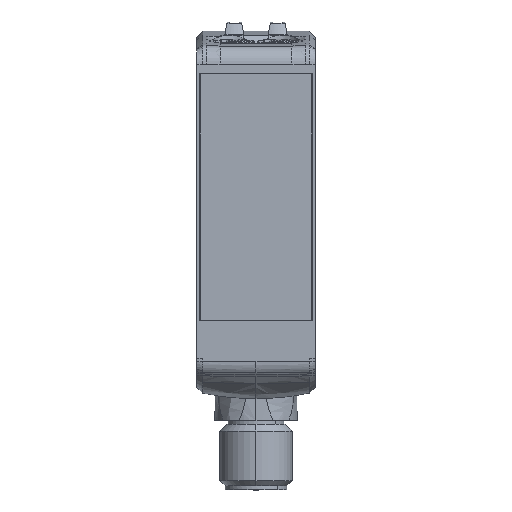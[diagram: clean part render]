
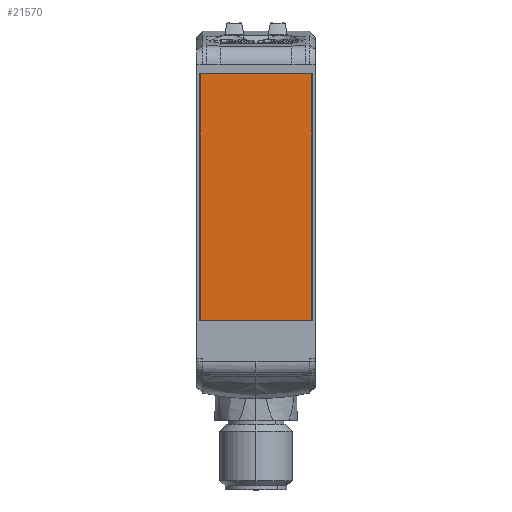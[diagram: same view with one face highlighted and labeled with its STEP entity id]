
A CAD part, top view. The second image highlights one B-rep face of the part: STEP entity #21570.
In plain terms, the highlighted planar face has unit normal (0, 0, 1).
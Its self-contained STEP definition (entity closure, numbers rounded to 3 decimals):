
#9352=DIRECTION('',(0.,-1.,0.));
#9353=VECTOR('',#9352,41.45);
#9354=CARTESIAN_POINT('',(9.425,48.325,5.7));
#9355=LINE('',#9354,#9353);
#9359=DIRECTION('',(-1.,0.,0.));
#9360=VECTOR('',#9359,18.85);
#9361=CARTESIAN_POINT('',(9.425,6.875,5.7));
#9362=LINE('',#9361,#9360);
#9366=DIRECTION('',(0.,1.,0.));
#9367=VECTOR('',#9366,41.45);
#9368=CARTESIAN_POINT('',(-9.425,6.875,5.7));
#9369=LINE('',#9368,#9367);
#9373=DIRECTION('',(1.,0.,0.));
#9374=VECTOR('',#9373,18.85);
#9375=CARTESIAN_POINT('',(-9.425,48.325,5.7));
#9376=LINE('',#9375,#9374);
#10749=CARTESIAN_POINT('',(-9.425,6.875,5.7));
#10750=VERTEX_POINT('',#10749);
#10751=CARTESIAN_POINT('',(9.425,6.875,5.7));
#10752=VERTEX_POINT('',#10751);
#10753=CARTESIAN_POINT('',(-9.425,48.325,5.7));
#10754=VERTEX_POINT('',#10753);
#10755=CARTESIAN_POINT('',(9.425,48.325,5.7));
#10756=VERTEX_POINT('',#10755);
#21559=CARTESIAN_POINT('',(0.,18.,5.7));
#21560=DIRECTION('',(0.,0.,-1.));
#21561=DIRECTION('',(-1.,0.,0.));
#21562=AXIS2_PLACEMENT_3D('',#21559,#21560,#21561);
#21563=PLANE('',#21562);
#21564=ORIENTED_EDGE('',*,*,#21553,.T.);
#21565=ORIENTED_EDGE('',*,*,#21504,.T.);
#21566=ORIENTED_EDGE('',*,*,#21522,.T.);
#21567=ORIENTED_EDGE('',*,*,#21539,.T.);
#21568=EDGE_LOOP('',(#21564,#21565,#21566,#21567));
#21569=FACE_OUTER_BOUND('',#21568,.F.);
#21570=ADVANCED_FACE('',(#21569),#21563,.F.);
#21504=EDGE_CURVE('',#10752,#10750,#9362,.T.);
#21522=EDGE_CURVE('',#10750,#10754,#9369,.T.);
#21539=EDGE_CURVE('',#10754,#10756,#9376,.T.);
#21553=EDGE_CURVE('',#10756,#10752,#9355,.T.);
